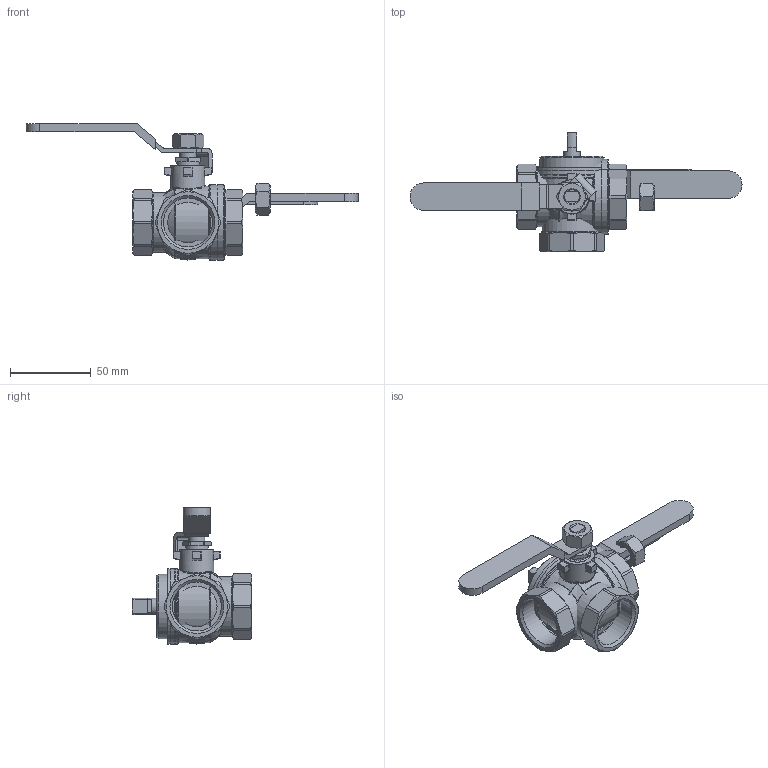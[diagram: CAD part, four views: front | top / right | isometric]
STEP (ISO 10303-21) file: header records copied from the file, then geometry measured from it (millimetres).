
FILE_DESCRIPTION( ( 'Unknown' ), '1' );
FILE_NAME( '8.9390.025.stp', 'Unknown', ( 'Unknown' ), ( 'Unknown' ), 'PSStep 13.0', 'Unknown', ' ' );
FILE_SCHEMA( ( 'AUTOMOTIVE_DESIGN { 1 0 10303 214 1 1 1 1 }' ) );
Length unit declared in the file: millimetre
Products named in the file (11): Assem1; Stahlgriff .025; Spindel-Zusammanbau__1; Stahlgriff ; Stahlgriff Ummantelung ; Spindel__1; Spindeldichtung.2__1; Körper__1; Einschraubteil__1; Stopfbuchse__1; 600-1-Mutter-st.g.
Bounding box: 205.15 x 74 x 84.15 mm (x, y, z)
Volume: 113027.7 mm3; surface area: 90956.7 mm2
Topology: 20 solids, 20 shells, 642 faces, 1561 edges, 978 vertices
Faces by surface type: plane 257, cylinder 203, cone 119, bspline 28, sphere 19, torus 16
Full cylindrical faces by diameter (mm): 8.5 x2, 10 x5, 10.2 x3, 10.3 x2, 14 x2, 14.376 x4, 14.5 x6, 15 x2, 16 x2, 21 x2, 25 x4, 30.291 x8, 32.6 x2, 33 x2, 37 x2, 38.376 x2, 40 x4, 40.6 x2, 44.2 x2, 45 x2, 46.5 x4
Entity records: 12911 total; most frequent: CARTESIAN_POINT 4301, DIRECTION 1287, ORIENTED_EDGE 1216, EDGE_CURVE 608, AXIS2_PLACEMENT_3D 529, VERTEX_POINT 405, EDGE_LOOP 369, FACE_OUTER_BOUND 322
